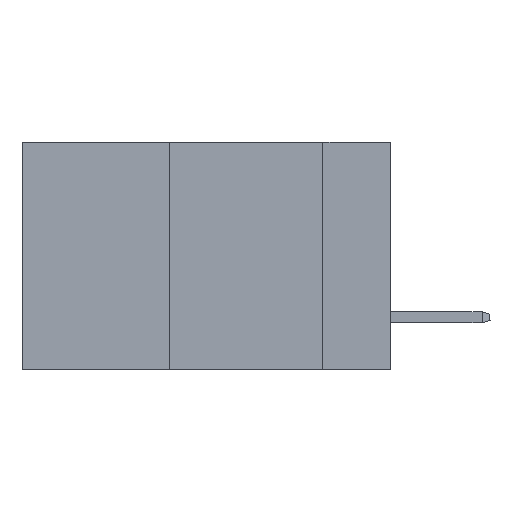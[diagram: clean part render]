
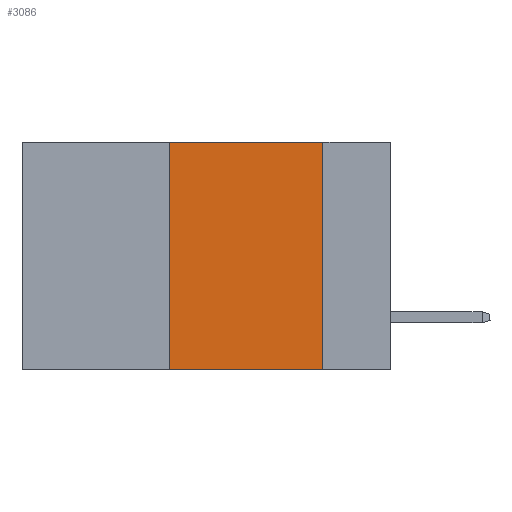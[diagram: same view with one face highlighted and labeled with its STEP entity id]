
A CAD part, left-side view. The second image highlights one B-rep face of the part: STEP entity #3086.
In plain terms, the highlighted planar face has unit normal (-1, 0, 0).
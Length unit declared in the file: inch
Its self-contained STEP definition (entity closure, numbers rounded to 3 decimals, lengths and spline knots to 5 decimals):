
#374 = DIRECTION ( 'NONE',  ( 0., -1., 0. ) ) ;
#712 = CARTESIAN_POINT ( 'NONE',  ( 0., 0.36, 0. ) ) ;
#1070 = ORIENTED_EDGE ( 'NONE', *, *, #12544, .F. ) ;
#1222 = VECTOR ( 'NONE', #5854, 39.37008 ) ;
#1266 = DIRECTION ( 'NONE',  ( 1., 0., 0. ) ) ;
#1601 = CARTESIAN_POINT ( 'NONE',  ( 0., 0.11, -0.37 ) ) ;
#1771 = LINE ( 'NONE', #9786, #11112 ) ;
#1812 = VERTEX_POINT ( 'NONE', #6976 ) ;
#1915 = CARTESIAN_POINT ( 'NONE',  ( 0., 0.36, 0. ) ) ;
#2572 = FACE_OUTER_BOUND ( 'NONE', #6722, .T. ) ;
#3086 = ADVANCED_FACE ( 'NONE', ( #2572 ), #7972, .F. ) ;
#5432 = VERTEX_POINT ( 'NONE', #1601 ) ;
#5752 = DIRECTION ( 'NONE',  ( 0., 0., -1. ) ) ;
#5854 = DIRECTION ( 'NONE',  ( 0., 0., 1. ) ) ;
#6007 = VERTEX_POINT ( 'NONE', #9848 ) ;
#6661 = DIRECTION ( 'NONE',  ( 0., 0., -1. ) ) ;
#6722 = EDGE_LOOP ( 'NONE', ( #10391, #16285, #1070, #16266 ) ) ;
#6976 = CARTESIAN_POINT ( 'NONE',  ( 0., 0.36, -0.37 ) ) ;
#7592 = LINE ( 'NONE', #712, #1222 ) ;
#7972 = PLANE ( 'NONE',  #12578 ) ;
#8556 = LINE ( 'NONE', #11007, #9950 ) ;
#9786 = CARTESIAN_POINT ( 'NONE',  ( 0., 0.6, -0.37 ) ) ;
#9848 = CARTESIAN_POINT ( 'NONE',  ( 0., 0.11, 0. ) ) ;
#9950 = VECTOR ( 'NONE', #5752, 39.37008 ) ;
#10334 = EDGE_CURVE ( 'NONE', #16659, #6007, #13309, .T. ) ;
#10391 = ORIENTED_EDGE ( 'NONE', *, *, #15373, .F. ) ;
#11007 = CARTESIAN_POINT ( 'NONE',  ( 0., 0.11, 0. ) ) ;
#11112 = VECTOR ( 'NONE', #374, 39.37008 ) ;
#12544 = EDGE_CURVE ( 'NONE', #1812, #16659, #7592, .T. ) ;
#12578 = AXIS2_PLACEMENT_3D ( 'NONE', #13346, #1266, #6661 ) ;
#13309 = LINE ( 'NONE', #16214, #13835 ) ;
#13346 = CARTESIAN_POINT ( 'NONE',  ( 0., 0.6, 0. ) ) ;
#13835 = VECTOR ( 'NONE', #13836, 39.37008 ) ;
#13836 = DIRECTION ( 'NONE',  ( 0., -1., 0. ) ) ;
#15373 = EDGE_CURVE ( 'NONE', #6007, #5432, #8556, .T. ) ;
#16063 = EDGE_CURVE ( 'NONE', #1812, #5432, #1771, .T. ) ;
#16214 = CARTESIAN_POINT ( 'NONE',  ( 0., 0.6, 0. ) ) ;
#16266 = ORIENTED_EDGE ( 'NONE', *, *, #16063, .T. ) ;
#16285 = ORIENTED_EDGE ( 'NONE', *, *, #10334, .F. ) ;
#16659 = VERTEX_POINT ( 'NONE', #1915 ) ;
